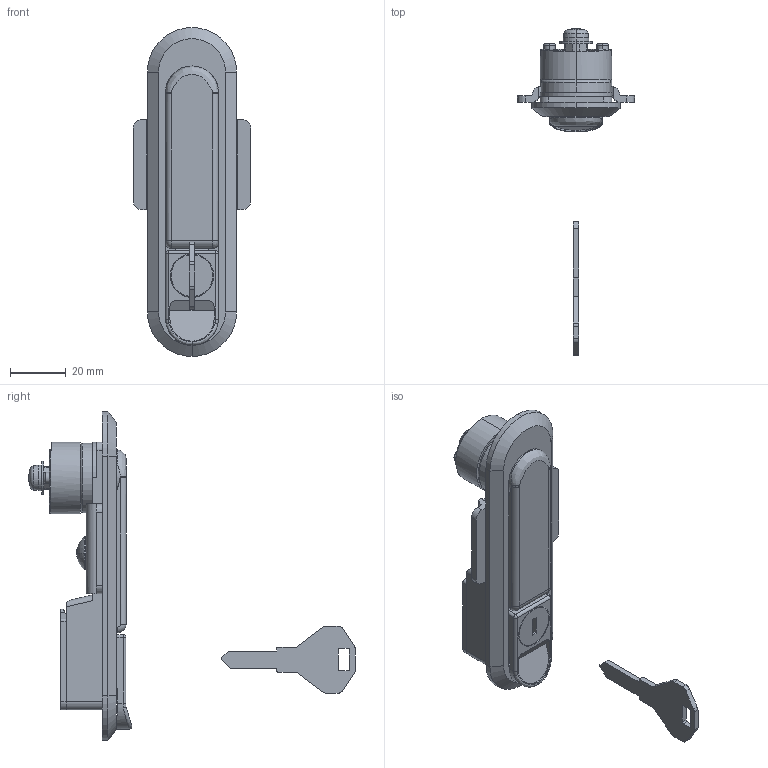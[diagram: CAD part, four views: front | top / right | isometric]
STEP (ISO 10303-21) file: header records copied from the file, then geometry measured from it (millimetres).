
FILE_DESCRIPTION (( 'STEP AP214' ), '1' );
FILE_NAME ('THA_409_3KR.STEP', '2009-04-20T00:59:58', ( '柏木　弓枝' ), ( 'HSK' ), 'SwSTEP 2.0', 'SolidWorks 2003240', '' );
FILE_SCHEMA (( 'AUTOMOTIVE_DESIGN' ));
Length unit declared in the file: millimetre
Products named in the file (11): screw_B_蹬怮椔; base_蹬怮椔; shaft_蹬怮椔; screw_A_蹬怮椔; latch_蹬怮椔; lock_蹬怮椔; handle_蹬怮椔; key_蹬怮椔; cap_蹬怮椔; THA_409_3KR; bracket_蹬怮椔
Assembly tree (10 placements, depth 2):
  THA_409_3KR
    handle_蹬怮椔
    shaft_蹬怮椔
    lock_蹬怮椔
    latch_蹬怮椔
    base_蹬怮椔
    screw_A_蹬怮椔
    bracket_蹬怮椔
    screw_B_蹬怮椔
    key_蹬怮椔
    cap_蹬怮椔
Bounding box: 42 x 116.97 x 118 mm (x, y, z)
Volume: 45592.8 mm3; surface area: 31240.4 mm2
Topology: 10 solids, 10 shells, 397 faces, 1029 edges, 667 vertices
Faces by surface type: plane 218, cylinder 133, torus 20, cone 15, sphere 6, bspline 5
Entity records: 13974 total; most frequent: CARTESIAN_POINT 3769, DIRECTION 2115, ORIENTED_EDGE 2054, EDGE_CURVE 1027, AXIS2_PLACEMENT_3D 749, VERTEX_POINT 667, VECTOR 617, LINE 617
